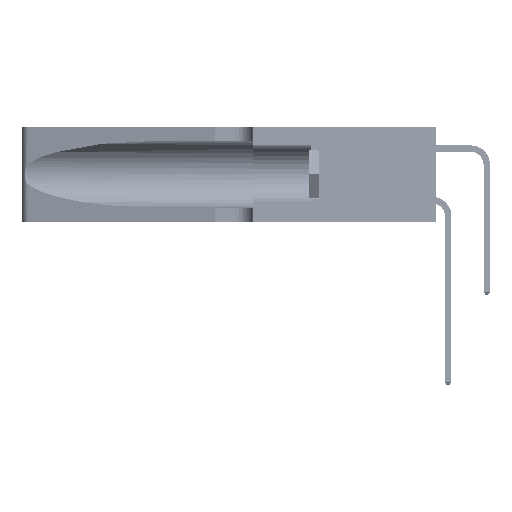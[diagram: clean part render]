
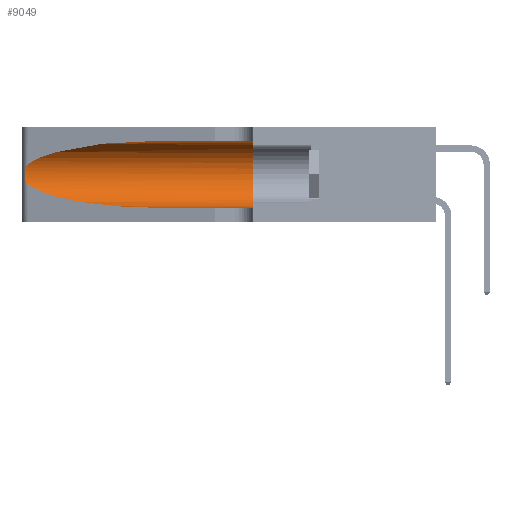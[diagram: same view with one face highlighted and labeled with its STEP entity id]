
A CAD part, left-side view. The second image highlights one B-rep face of the part: STEP entity #9049.
In plain terms, the highlighted cylindrical face has radius 3.308 mm (diameter 6.617 mm), a partial arc.
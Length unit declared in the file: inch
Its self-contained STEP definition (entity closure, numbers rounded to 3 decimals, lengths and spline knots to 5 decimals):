
#524 = CARTESIAN_POINT ( 'NONE',  ( 0.25487, 1.22718, 0.22369 ) ) ;
#528 = VECTOR ( 'NONE', #27529, 39.37008 ) ;
#1622 = DIRECTION ( 'NONE',  ( 0., 1., 0. ) ) ;
#3843 = CARTESIAN_POINT ( 'NONE',  ( 0.25789, 1.23486, 0.15765 ) ) ;
#5036 =( BOUNDED_CURVE ( )  B_SPLINE_CURVE ( 3, ( #11779, #37941, #16278, #46614 ),
 .UNSPECIFIED., .F., .T. ) 
 B_SPLINE_CURVE_WITH_KNOTS ( ( 4, 4 ),
 ( 1.5708, 2.84003 ),
 .UNSPECIFIED. ) 
 CURVE ( )  GEOMETRIC_REPRESENTATION_ITEM ( )  RATIONAL_B_SPLINE_CURVE ( ( 1., 0.87, 0.87, 1. ) ) 
 REPRESENTATION_ITEM ( '' )  );
#6340 = CARTESIAN_POINT ( 'NONE',  ( 0.1305, 0.35, 0.31525 ) ) ;
#6590 = CARTESIAN_POINT ( 'NONE',  ( 0.2373, 1.15595, 0.08982 ) ) ;
#8085 = CARTESIAN_POINT ( 'NONE',  ( 0.25487, 1.22718, 0.22369 ) ) ;
#8276 = CARTESIAN_POINT ( 'NONE',  ( 0.25555, 1.22993, 0.14849 ) ) ;
#9016 = AXIS2_PLACEMENT_3D ( 'NONE', #27947, #1622, #32284 ) ;
#9049 = ADVANCED_FACE ( 'NONE', ( #11854 ), #45241, .F. ) ;
#9995 = VERTEX_POINT ( 'NONE', #524 ) ;
#10239 = ORIENTED_EDGE ( 'NONE', *, *, #32720, .F. ) ;
#10377 = CARTESIAN_POINT ( 'NONE',  ( 0.1305, 0.35, 0.05475 ) ) ;
#10413 = VECTOR ( 'NONE', #42377, 39.37008 ) ;
#10845 = LINE ( 'NONE', #53376, #528 ) ;
#11636 = EDGE_CURVE ( 'NONE', #17271, #14065, #45161, .T. ) ;
#11779 = CARTESIAN_POINT ( 'NONE',  ( 0.1305, 0.72297, 0.31525 ) ) ;
#11854 = FACE_OUTER_BOUND ( 'NONE', #17931, .T. ) ;
#11901 = CARTESIAN_POINT ( 'NONE',  ( 0.1305, 1.61858, 0.05475 ) ) ;
#12468 = CARTESIAN_POINT ( 'NONE',  ( 0.25555, 1.22994, 0.2215 ) ) ;
#14065 = VERTEX_POINT ( 'NONE', #10377 ) ;
#16278 = CARTESIAN_POINT ( 'NONE',  ( 0.2373, 1.15595, 0.28018 ) ) ;
#16978 = CARTESIAN_POINT ( 'NONE',  ( 0.25787, 1.23484, 0.2124 ) ) ;
#17077 =( BOUNDED_CURVE ( )  B_SPLINE_CURVE ( 3, ( #54340, #6590, #50167, #24286 ),
 .UNSPECIFIED., .F., .T. ) 
 B_SPLINE_CURVE_WITH_KNOTS ( ( 4, 4 ),
 ( 3.44316, 4.71239 ),
 .UNSPECIFIED. ) 
 CURVE ( )  GEOMETRIC_REPRESENTATION_ITEM ( )  RATIONAL_B_SPLINE_CURVE ( ( 1., 0.87, 0.87, 1. ) ) 
 REPRESENTATION_ITEM ( '' )  );
#17271 = VERTEX_POINT ( 'NONE', #21750 ) ;
#17931 = EDGE_LOOP ( 'NONE', ( #27034, #38834, #25990, #55309, #10239, #31974 ) ) ;
#18312 = DIRECTION ( 'NONE',  ( 0., 0., -1. ) ) ;
#21307 = B_SPLINE_CURVE_WITH_KNOTS ( 'NONE', 3,
 ( #8085, #12468, #42940, #16978, #47291, #21405, #51614, #25774, #55983, #30124, #3843, #34438, #8276, #38796 ),
 .UNSPECIFIED., .F., .F.,
 ( 4, 2, 2, 2, 2, 2, 4 ),
 ( 0., 0.00027, 0.00053, 0.00107, 0.0016, 0.00187, 0.00214 ),
 .UNSPECIFIED. ) ;
#21405 = CARTESIAN_POINT ( 'NONE',  ( 0.26018, 1.23835, 0.19895 ) ) ;
#21750 = CARTESIAN_POINT ( 'NONE',  ( 0.1305, 0.72297, 0.05475 ) ) ;
#21993 = CARTESIAN_POINT ( 'NONE',  ( 0.1305, 0.72297, 0.31525 ) ) ;
#23339 = VERTEX_POINT ( 'NONE', #51803 ) ;
#24286 = CARTESIAN_POINT ( 'NONE',  ( 0.1305, 0.72297, 0.05475 ) ) ;
#24350 = EDGE_CURVE ( 'NONE', #26719, #9995, #5036, .T. ) ;
#25774 = CARTESIAN_POINT ( 'NONE',  ( 0.26075, 1.23896, 0.178 ) ) ;
#25990 = ORIENTED_EDGE ( 'NONE', *, *, #46670, .T. ) ;
#26719 = VERTEX_POINT ( 'NONE', #21993 ) ;
#27034 = ORIENTED_EDGE ( 'NONE', *, *, #24350, .T. ) ;
#27529 = DIRECTION ( 'NONE',  ( 0., -1., 0. ) ) ;
#27947 = CARTESIAN_POINT ( 'NONE',  ( 0.1305, 0.35, 0.185 ) ) ;
#30124 = CARTESIAN_POINT ( 'NONE',  ( 0.25856, 1.23593, 0.16098 ) ) ;
#30559 = EDGE_CURVE ( 'NONE', #26719, #44175, #10845, .T. ) ;
#31974 = ORIENTED_EDGE ( 'NONE', *, *, #30559, .F. ) ;
#32284 = DIRECTION ( 'NONE',  ( 0., 0., 1. ) ) ;
#32720 = EDGE_CURVE ( 'NONE', #44175, #14065, #52050, .T. ) ;
#34438 = CARTESIAN_POINT ( 'NONE',  ( 0.25639, 1.23186, 0.15144 ) ) ;
#34571 = EDGE_CURVE ( 'NONE', #9995, #23339, #21307, .T. ) ;
#37941 = CARTESIAN_POINT ( 'NONE',  ( 0.18966, 0.96281, 0.31525 ) ) ;
#38796 = CARTESIAN_POINT ( 'NONE',  ( 0.25487, 1.22718, 0.14631 ) ) ;
#38834 = ORIENTED_EDGE ( 'NONE', *, *, #34571, .T. ) ;
#39910 = DIRECTION ( 'NONE',  ( 0., -1., 0. ) ) ;
#42377 = DIRECTION ( 'NONE',  ( 0., -1., 0. ) ) ;
#42940 = CARTESIAN_POINT ( 'NONE',  ( 0.25639, 1.23184, 0.21858 ) ) ;
#44175 = VERTEX_POINT ( 'NONE', #6340 ) ;
#44243 = CARTESIAN_POINT ( 'NONE',  ( 0.1305, 1.61858, 0.185 ) ) ;
#45161 = LINE ( 'NONE', #11901, #10413 ) ;
#45241 = CYLINDRICAL_SURFACE ( 'NONE', #51153, 0.13025 ) ;
#46614 = CARTESIAN_POINT ( 'NONE',  ( 0.25487, 1.22718, 0.22369 ) ) ;
#46670 = EDGE_CURVE ( 'NONE', #23339, #17271, #17077, .T. ) ;
#47291 = CARTESIAN_POINT ( 'NONE',  ( 0.25854, 1.2359, 0.20912 ) ) ;
#50167 = CARTESIAN_POINT ( 'NONE',  ( 0.18966, 0.96281, 0.05475 ) ) ;
#51153 = AXIS2_PLACEMENT_3D ( 'NONE', #44243, #39910, #18312 ) ;
#51614 = CARTESIAN_POINT ( 'NONE',  ( 0.26075, 1.23896, 0.19203 ) ) ;
#51803 = CARTESIAN_POINT ( 'NONE',  ( 0.25487, 1.22718, 0.14631 ) ) ;
#52050 = CIRCLE ( 'NONE', #9016, 0.13025 ) ;
#53376 = CARTESIAN_POINT ( 'NONE',  ( 0.1305, 1.61858, 0.31525 ) ) ;
#54340 = CARTESIAN_POINT ( 'NONE',  ( 0.25487, 1.22718, 0.14631 ) ) ;
#55309 = ORIENTED_EDGE ( 'NONE', *, *, #11636, .T. ) ;
#55983 = CARTESIAN_POINT ( 'NONE',  ( 0.26017, 1.23833, 0.17102 ) ) ;
